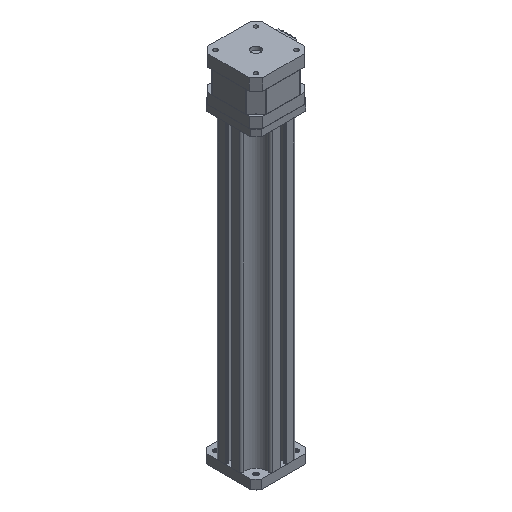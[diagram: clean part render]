
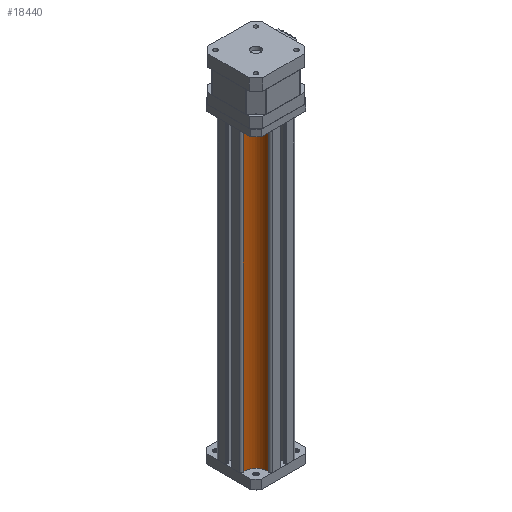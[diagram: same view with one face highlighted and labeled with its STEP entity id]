
A CAD part, isometric view. The second image highlights one B-rep face of the part: STEP entity #18440.
In plain terms, the highlighted cylindrical face has radius 8.5 mm (diameter 17 mm), a partial arc.
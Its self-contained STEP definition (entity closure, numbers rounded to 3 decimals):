
#1285 = VERTEX_POINT ( 'NONE', #4592 ) ;
#2566 = VERTEX_POINT ( 'NONE', #19229 ) ;
#3063 = AXIS2_PLACEMENT_3D ( 'NONE', #5772, #27860, #40091 ) ;
#3128 = CYLINDRICAL_SURFACE ( 'NONE', #3063, 8.5 ) ;
#3476 = EDGE_CURVE ( 'NONE', #27453, #2566, #36343, .T. ) ;
#4592 = CARTESIAN_POINT ( 'NONE',  ( -9.53, -19.264, 0. ) ) ;
#5772 = CARTESIAN_POINT ( 'NONE',  ( -17.924, -17.924, 227. ) ) ;
#7249 = EDGE_CURVE ( 'NONE', #1285, #34052, #28453, .T. ) ;
#7397 = CARTESIAN_POINT ( 'NONE',  ( -17.924, -17.924, 0. ) ) ;
#7706 = AXIS2_PLACEMENT_3D ( 'NONE', #18766, #34167, #12091 ) ;
#8461 = ORIENTED_EDGE ( 'NONE', *, *, #26995, .F. ) ;
#9638 = DIRECTION ( 'NONE',  ( 1., 0., 0. ) ) ;
#12091 = DIRECTION ( 'NONE',  ( 1., 0., 0. ) ) ;
#12393 = CARTESIAN_POINT ( 'NONE',  ( -19.264, -9.53, 227. ) ) ;
#12908 = ORIENTED_EDGE ( 'NONE', *, *, #19431, .T. ) ;
#18440 = ADVANCED_FACE ( 'NONE', ( #27077 ), #3128, .F. ) ;
#18766 = CARTESIAN_POINT ( 'NONE',  ( -17.924, -17.924, 227. ) ) ;
#19229 = CARTESIAN_POINT ( 'NONE',  ( -19.264, -9.53, 0. ) ) ;
#19431 = EDGE_CURVE ( 'NONE', #2566, #1285, #40057, .T. ) ;
#20931 = CARTESIAN_POINT ( 'NONE',  ( -9.53, -19.264, 227. ) ) ;
#22535 = AXIS2_PLACEMENT_3D ( 'NONE', #7397, #22800, #9638 ) ;
#22800 = DIRECTION ( 'NONE',  ( 0., 0., -1. ) ) ;
#23098 = VECTOR ( 'NONE', #33475, 1000. ) ;
#23981 = EDGE_LOOP ( 'NONE', ( #8461, #40097, #12908, #31374 ) ) ;
#24828 = DIRECTION ( 'NONE',  ( 0., 0., 1. ) ) ;
#26995 = EDGE_CURVE ( 'NONE', #27453, #34052, #32946, .T. ) ;
#27077 = FACE_OUTER_BOUND ( 'NONE', #23981, .T. ) ;
#27453 = VERTEX_POINT ( 'NONE', #33525 ) ;
#27860 = DIRECTION ( 'NONE',  ( 0., 0., -1. ) ) ;
#28047 = CARTESIAN_POINT ( 'NONE',  ( -9.53, -19.264, 227. ) ) ;
#28453 = LINE ( 'NONE', #28047, #35425 ) ;
#31374 = ORIENTED_EDGE ( 'NONE', *, *, #7249, .T. ) ;
#32946 = CIRCLE ( 'NONE', #7706, 8.5 ) ;
#33475 = DIRECTION ( 'NONE',  ( 0., 0., -1. ) ) ;
#33525 = CARTESIAN_POINT ( 'NONE',  ( -19.264, -9.53, 227. ) ) ;
#34052 = VERTEX_POINT ( 'NONE', #20931 ) ;
#34167 = DIRECTION ( 'NONE',  ( 0., 0., -1. ) ) ;
#35425 = VECTOR ( 'NONE', #24828, 1000. ) ;
#36343 = LINE ( 'NONE', #12393, #23098 ) ;
#40057 = CIRCLE ( 'NONE', #22535, 8.5 ) ;
#40091 = DIRECTION ( 'NONE',  ( -1., 0., 0. ) ) ;
#40097 = ORIENTED_EDGE ( 'NONE', *, *, #3476, .T. ) ;
